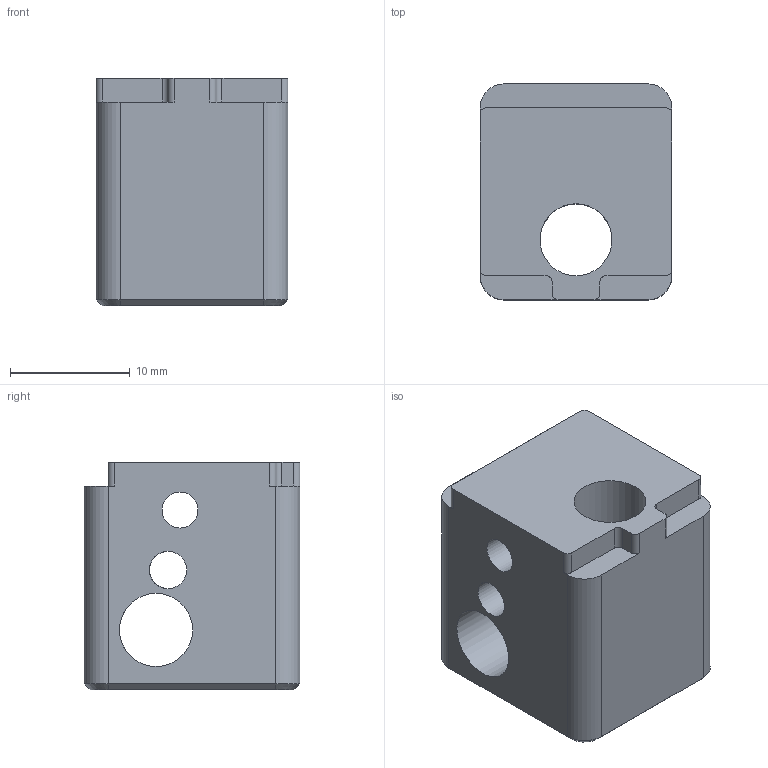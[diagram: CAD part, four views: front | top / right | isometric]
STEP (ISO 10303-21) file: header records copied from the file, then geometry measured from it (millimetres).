
FILE_DESCRIPTION(('FreeCAD Model'),'2;1');
FILE_NAME('some_struder_block.step','2017-07-18T11:25:48',('Author'),(''), 'Open CASCADE STEP processor 6.9','FreeCAD','Unknown');
FILE_SCHEMA(('AUTOMOTIVE_DESIGN_CC2 { 1 2 10303 214 -1 1 5 4 }'));
Length unit declared in the file: millimetre
Products named in the file (1): Chamfer
Bounding box: 16 x 18 x 19 mm (x, y, z)
Volume: 3993 mm3; surface area: 2655 mm2
Topology: 1 solids, 1 shells, 40 faces, 108 edges, 70 vertices
Faces by surface type: plane 18, cylinder 18, cone 4
Full cylindrical faces by diameter (mm): 3 x3, 3.1 x1, 6 x1, 6.1 x1
Entity records: 4468 total; most frequent: CARTESIAN_POINT 2293, DIRECTION 403, LINE 230, VECTOR 230, ORIENTED_EDGE 216, PCURVE 216, DEFINITIONAL_REPRESENTATION 216, EDGE_CURVE 108
